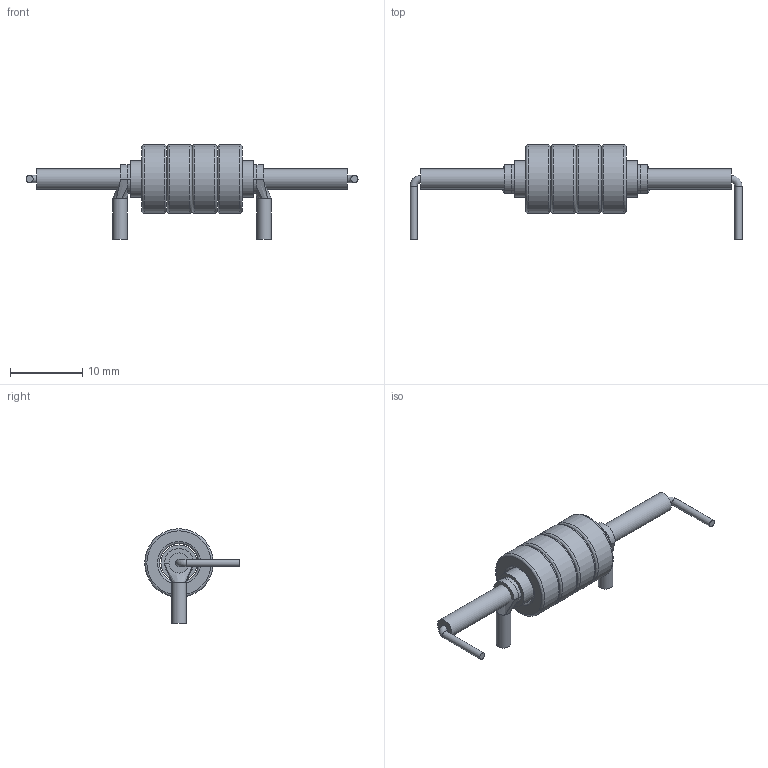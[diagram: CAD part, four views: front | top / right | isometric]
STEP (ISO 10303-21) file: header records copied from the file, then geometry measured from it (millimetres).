
FILE_DESCRIPTION(/* description */ (''),/* implementation_level */ '2;1');
FILE_NAME(/* name */ 'XFMR_EDA-03141-V1-0_misc1_a.stp',/* time_stamp */ '2015-03-05T14:39:58+01:00',/* author */ ('admchouv'),/* organization */ (''),/* preprocessor_version */ 'ST-DEVELOPER v15.5',/* originating_system */ 'AutoCAD Mechanical',/* authorisation */ '');
FILE_SCHEMA (('AUTOMOTIVE_DESIGN { 1 0 10303 214 3 1 1 }'));
Length unit declared in the file: millimetre
Products named in the file (1): Product
Bounding box: 46 x 13.1 x 13.1 mm (x, y, z)
Volume: 1341.2 mm3; surface area: 2627.2 mm2
Topology: 14 solids, 14 shells, 76 faces, 126 edges, 80 vertices
Faces by surface type: plane 30, cylinder 20, torus 18, bspline 8
Full cylindrical faces by diameter (mm): 1 x4, 2 x2, 2.8 x1, 4 x2, 5 x1, 5.4 x4, 9.5 x4
Entity records: 1806 total; most frequent: CARTESIAN_POINT 431, DIRECTION 292, ORIENTED_EDGE 176, AXIS2_PLACEMENT_3D 133, EDGE_LOOP 124, EDGE_CURVE 88, FACE_OUTER_BOUND 76, VERTEX_POINT 76
